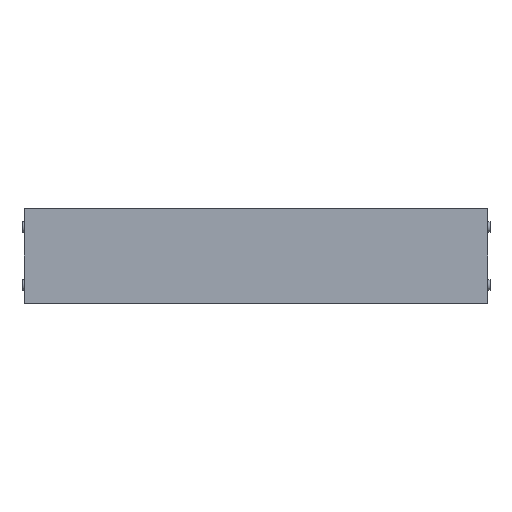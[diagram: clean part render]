
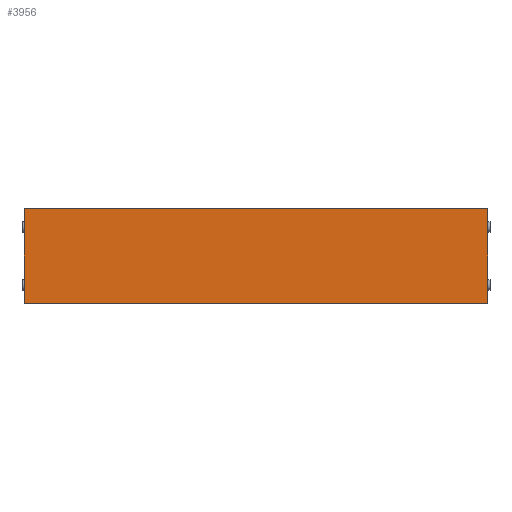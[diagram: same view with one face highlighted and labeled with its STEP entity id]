
A CAD part, front view. The second image highlights one B-rep face of the part: STEP entity #3956.
In plain terms, the highlighted planar face has unit normal (0, -1, 0).
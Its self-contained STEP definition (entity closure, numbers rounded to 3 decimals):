
#641 = EDGE_CURVE ( 'NONE', #7161, #3377, #1598, .T. ) ;
#1431 = CARTESIAN_POINT ( 'NONE',  ( 320., -20., 65. ) ) ;
#1598 = LINE ( 'NONE', #10514, #2963 ) ;
#1626 = CARTESIAN_POINT ( 'NONE',  ( -320., -20., 65. ) ) ;
#2177 = ORIENTED_EDGE ( 'NONE', *, *, #6812, .T. ) ;
#2263 = VECTOR ( 'NONE', #4987, 1000. ) ;
#2356 = ORIENTED_EDGE ( 'NONE', *, *, #641, .T. ) ;
#2422 = DIRECTION ( 'NONE',  ( 0., 0., 1. ) ) ;
#2749 = VERTEX_POINT ( 'NONE', #1626 ) ;
#2805 = CARTESIAN_POINT ( 'NONE',  ( 0., -20., 0. ) ) ;
#2963 = VECTOR ( 'NONE', #2422, 1000. ) ;
#3150 = CARTESIAN_POINT ( 'NONE',  ( -320., -20., 65. ) ) ;
#3377 = VERTEX_POINT ( 'NONE', #1431 ) ;
#3825 = DIRECTION ( 'NONE',  ( 0., 0., -1. ) ) ;
#3956 = ADVANCED_FACE ( 'NONE', ( #7309 ), #10896, .T. ) ;
#3980 = CARTESIAN_POINT ( 'NONE',  ( -320., -20., -65. ) ) ;
#4035 = DIRECTION ( 'NONE',  ( -1., 0., 0. ) ) ;
#4516 = AXIS2_PLACEMENT_3D ( 'NONE', #2805, #11015, #4699 ) ;
#4577 = VECTOR ( 'NONE', #3825, 1000. ) ;
#4699 = DIRECTION ( 'NONE',  ( 0., 0., -1. ) ) ;
#4712 = VERTEX_POINT ( 'NONE', #8214 ) ;
#4777 = CARTESIAN_POINT ( 'NONE',  ( -320., -20., 65. ) ) ;
#4929 = LINE ( 'NONE', #3980, #2263 ) ;
#4987 = DIRECTION ( 'NONE',  ( 1., 0., 0. ) ) ;
#5755 = EDGE_CURVE ( 'NONE', #3377, #2749, #8536, .T. ) ;
#6812 = EDGE_CURVE ( 'NONE', #4712, #7161, #4929, .T. ) ;
#7161 = VERTEX_POINT ( 'NONE', #7236 ) ;
#7236 = CARTESIAN_POINT ( 'NONE',  ( 320., -20., -65. ) ) ;
#7309 = FACE_OUTER_BOUND ( 'NONE', #7378, .T. ) ;
#7378 = EDGE_LOOP ( 'NONE', ( #10309, #2177, #2356, #8815 ) ) ;
#8214 = CARTESIAN_POINT ( 'NONE',  ( -320., -20., -65. ) ) ;
#8441 = LINE ( 'NONE', #4777, #4577 ) ;
#8536 = LINE ( 'NONE', #3150, #10406 ) ;
#8815 = ORIENTED_EDGE ( 'NONE', *, *, #5755, .T. ) ;
#8956 = EDGE_CURVE ( 'NONE', #2749, #4712, #8441, .T. ) ;
#10309 = ORIENTED_EDGE ( 'NONE', *, *, #8956, .T. ) ;
#10406 = VECTOR ( 'NONE', #4035, 1000. ) ;
#10514 = CARTESIAN_POINT ( 'NONE',  ( 320., -20., 65. ) ) ;
#10896 = PLANE ( 'NONE',  #4516 ) ;
#11015 = DIRECTION ( 'NONE',  ( 0., -1., 0. ) ) ;
